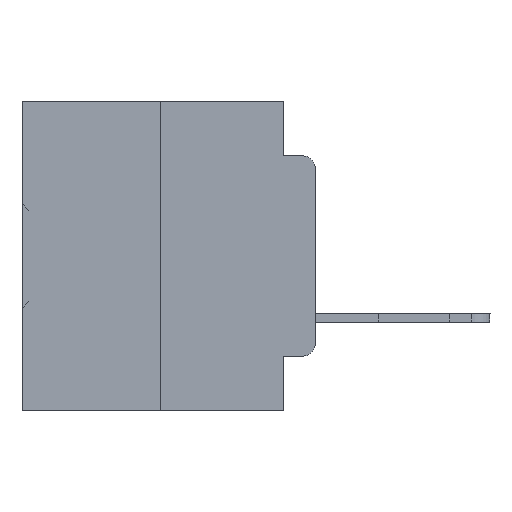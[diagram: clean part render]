
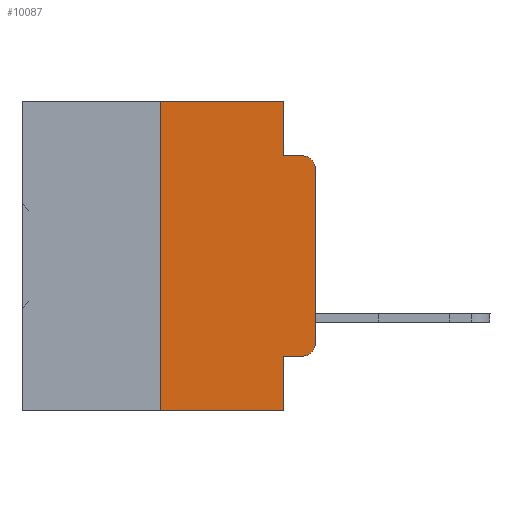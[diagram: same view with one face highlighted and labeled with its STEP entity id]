
A CAD part, left-side view. The second image highlights one B-rep face of the part: STEP entity #10087.
In plain terms, the highlighted planar face has unit normal (-1, 0, 0).
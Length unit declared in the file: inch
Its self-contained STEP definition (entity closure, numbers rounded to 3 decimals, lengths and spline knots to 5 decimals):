
#200 = DIRECTION ( 'NONE',  ( 0., 0., -1. ) ) ;
#266 = DIRECTION ( 'NONE',  ( -1., 0., 0. ) ) ;
#305 = DIRECTION ( 'NONE',  ( 0., 0., -1. ) ) ;
#935 = VECTOR ( 'NONE', #19534, 39.37008 ) ;
#2092 = ORIENTED_EDGE ( 'NONE', *, *, #14984, .F. ) ;
#3679 = DIRECTION ( 'NONE',  ( 0., -1., 0. ) ) ;
#3805 = CARTESIAN_POINT ( 'NONE',  ( 0., 0.25, 0. ) ) ;
#5366 = ORIENTED_EDGE ( 'NONE', *, *, #23563, .F. ) ;
#5934 = ORIENTED_EDGE ( 'NONE', *, *, #29898, .T. ) ;
#7059 = ORIENTED_EDGE ( 'NONE', *, *, #17193, .T. ) ;
#7486 = EDGE_CURVE ( 'NONE', #11079, #25513, #29358, .T. ) ;
#8194 = VERTEX_POINT ( 'NONE', #36230 ) ;
#8355 = CARTESIAN_POINT ( 'NONE',  ( 0., 0.25, -0.5 ) ) ;
#8634 = ORIENTED_EDGE ( 'NONE', *, *, #32326, .F. ) ;
#8726 = CARTESIAN_POINT ( 'NONE',  ( 0., 0.02, -0.1085 ) ) ;
#8806 = VERTEX_POINT ( 'NONE', #9430 ) ;
#9019 = AXIS2_PLACEMENT_3D ( 'NONE', #9464, #21235, #32952 ) ;
#9352 = CARTESIAN_POINT ( 'NONE',  ( 0., 0.473, 0. ) ) ;
#9430 = CARTESIAN_POINT ( 'NONE',  ( 0., 0.051, -0.5 ) ) ;
#9464 = CARTESIAN_POINT ( 'NONE',  ( 0., 0.473, 0. ) ) ;
#9868 = DIRECTION ( 'NONE',  ( 0., -1., 0. ) ) ;
#10087 = ADVANCED_FACE ( 'NONE', ( #15584 ), #21104, .F. ) ;
#10597 = VECTOR ( 'NONE', #9868, 39.37008 ) ;
#10663 = ORIENTED_EDGE ( 'NONE', *, *, #37218, .F. ) ;
#11079 = VERTEX_POINT ( 'NONE', #8355 ) ;
#11197 = EDGE_CURVE ( 'NONE', #15312, #33511, #18692, .T. ) ;
#12055 = ORIENTED_EDGE ( 'NONE', *, *, #7486, .F. ) ;
#13100 = CARTESIAN_POINT ( 'NONE',  ( 0., 0., -0.1085 ) ) ;
#14350 = VECTOR ( 'NONE', #15779, 39.37008 ) ;
#14984 = EDGE_CURVE ( 'NONE', #25289, #17081, #27781, .T. ) ;
#15312 = VERTEX_POINT ( 'NONE', #13100 ) ;
#15584 = FACE_OUTER_BOUND ( 'NONE', #25252, .T. ) ;
#15779 = DIRECTION ( 'NONE',  ( 0., -1., 0. ) ) ;
#16903 = VECTOR ( 'NONE', #30419, 39.37008 ) ;
#17081 = VERTEX_POINT ( 'NONE', #30011 ) ;
#17193 = EDGE_CURVE ( 'NONE', #20516, #15312, #35296, .T. ) ;
#17198 = CARTESIAN_POINT ( 'NONE',  ( 0., 0., -0.3915 ) ) ;
#17368 = LINE ( 'NONE', #36078, #16903 ) ;
#17929 = AXIS2_PLACEMENT_3D ( 'NONE', #21043, #20913, #305 ) ;
#18486 = CARTESIAN_POINT ( 'NONE',  ( 0., 0.02, -0.4115 ) ) ;
#18609 = VECTOR ( 'NONE', #22398, 39.37008 ) ;
#18692 = CIRCLE ( 'NONE', #37348, 0.02 ) ;
#19534 = DIRECTION ( 'NONE',  ( 0., 0., 1. ) ) ;
#20516 = VERTEX_POINT ( 'NONE', #17198 ) ;
#20913 = DIRECTION ( 'NONE',  ( -1., 0., 0. ) ) ;
#21043 = CARTESIAN_POINT ( 'NONE',  ( 0., 0.02, -0.3915 ) ) ;
#21104 = PLANE ( 'NONE',  #9019 ) ;
#21235 = DIRECTION ( 'NONE',  ( 1., 0., 0. ) ) ;
#21592 = CARTESIAN_POINT ( 'NONE',  ( 0., 0.473, -0.5 ) ) ;
#21677 = VECTOR ( 'NONE', #24847, 39.37008 ) ;
#22220 = ORIENTED_EDGE ( 'NONE', *, *, #36511, .T. ) ;
#22398 = DIRECTION ( 'NONE',  ( 0., 0., -1. ) ) ;
#23045 = DIRECTION ( 'NONE',  ( 0., 0., -1. ) ) ;
#23563 = EDGE_CURVE ( 'NONE', #17081, #33511, #25989, .T. ) ;
#24036 = CARTESIAN_POINT ( 'NONE',  ( 0., 0.051, -0.0885 ) ) ;
#24154 = ORIENTED_EDGE ( 'NONE', *, *, #24219, .T. ) ;
#24219 = EDGE_CURVE ( 'NONE', #11079, #8806, #33803, .T. ) ;
#24847 = DIRECTION ( 'NONE',  ( 0., 0., 1. ) ) ;
#25252 = EDGE_LOOP ( 'NONE', ( #7059, #26241, #5366, #2092, #10663, #12055, #24154, #8634, #5934, #22220 ) ) ;
#25289 = VERTEX_POINT ( 'NONE', #31634 ) ;
#25513 = VERTEX_POINT ( 'NONE', #3805 ) ;
#25971 = VECTOR ( 'NONE', #200, 39.37008 ) ;
#25989 = LINE ( 'NONE', #24036, #10597 ) ;
#26241 = ORIENTED_EDGE ( 'NONE', *, *, #11197, .T. ) ;
#27230 = CARTESIAN_POINT ( 'NONE',  ( 0., 0., 0. ) ) ;
#27781 = LINE ( 'NONE', #28920, #25971 ) ;
#28674 = VERTEX_POINT ( 'NONE', #18486 ) ;
#28920 = CARTESIAN_POINT ( 'NONE',  ( 0., 0.051, 0. ) ) ;
#29358 = LINE ( 'NONE', #36408, #21677 ) ;
#29898 = EDGE_CURVE ( 'NONE', #8194, #28674, #17368, .T. ) ;
#30011 = CARTESIAN_POINT ( 'NONE',  ( 0., 0.051, -0.0885 ) ) ;
#30419 = DIRECTION ( 'NONE',  ( 0., -1., 0. ) ) ;
#30636 = CARTESIAN_POINT ( 'NONE',  ( 0., 0.051, 0. ) ) ;
#31078 = LINE ( 'NONE', #9352, #31554 ) ;
#31554 = VECTOR ( 'NONE', #3679, 39.37008 ) ;
#31634 = CARTESIAN_POINT ( 'NONE',  ( 0., 0.051, 0. ) ) ;
#32326 = EDGE_CURVE ( 'NONE', #8194, #8806, #33056, .T. ) ;
#32952 = DIRECTION ( 'NONE',  ( 0., 0., -1. ) ) ;
#33056 = LINE ( 'NONE', #30636, #18609 ) ;
#33511 = VERTEX_POINT ( 'NONE', #34196 ) ;
#33803 = LINE ( 'NONE', #21592, #14350 ) ;
#34196 = CARTESIAN_POINT ( 'NONE',  ( 0., 0.02, -0.0885 ) ) ;
#35210 = CIRCLE ( 'NONE', #17929, 0.02 ) ;
#35296 = LINE ( 'NONE', #27230, #935 ) ;
#36078 = CARTESIAN_POINT ( 'NONE',  ( 0., 0.051, -0.4115 ) ) ;
#36230 = CARTESIAN_POINT ( 'NONE',  ( 0., 0.051, -0.4115 ) ) ;
#36408 = CARTESIAN_POINT ( 'NONE',  ( 0., 0.25, 0. ) ) ;
#36511 = EDGE_CURVE ( 'NONE', #28674, #20516, #35210, .T. ) ;
#37218 = EDGE_CURVE ( 'NONE', #25513, #25289, #31078, .T. ) ;
#37348 = AXIS2_PLACEMENT_3D ( 'NONE', #8726, #266, #23045 ) ;
